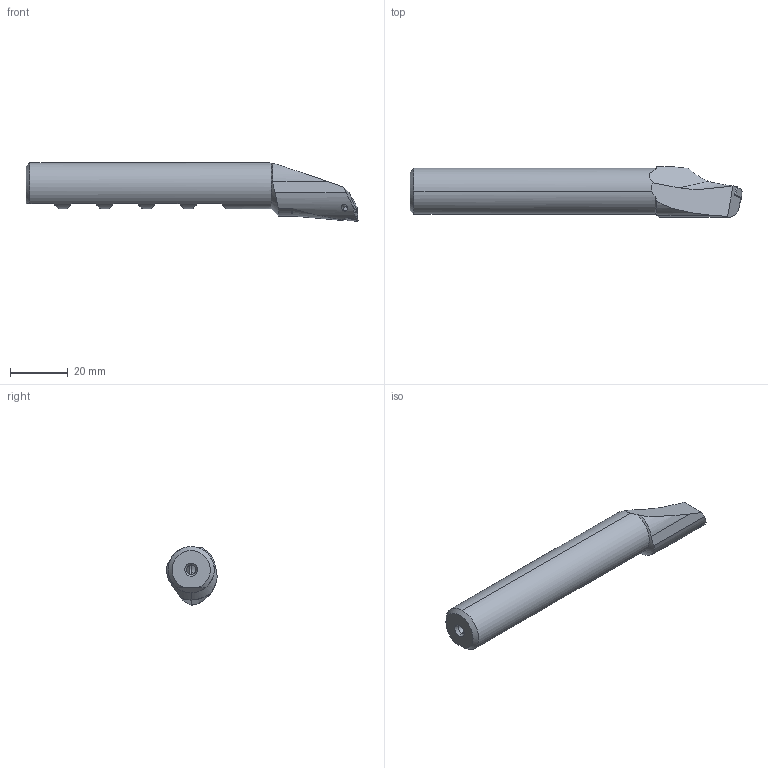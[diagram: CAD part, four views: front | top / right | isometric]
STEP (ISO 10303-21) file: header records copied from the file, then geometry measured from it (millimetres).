
FILE_DESCRIPTION (( 'STEP AP203' ), '1' );
FILE_NAME ('253.025.W04.115.STEP', '2024-08-26T13:20:45', ( '' ), ( '' ), 'SwSTEP 2.0', 'SolidWorks 2022', '' );
FILE_SCHEMA (( 'CONFIG_CONTROL_DESIGN' ));
Length unit declared in the file: millimetre
Products named in the file (4): B25-WWN.K11.115_A; 253.025.W04.115; WXGU040304L-TS; WCA-ER2.001.006_B
Assembly tree (3 placements, depth 2):
  253.025.W04.115
    B25-WWN.K11.115_A
    WXGU040304L-TS
    WCA-ER2.001.006_B
Bounding box: 115 x 17.54 x 20.36 mm (x, y, z)
Volume: 19947.2 mm3; surface area: 7185.7 mm2
Topology: 3 solids, 3 shells, 605 faces, 1559 edges, 932 vertices
Faces by surface type: bspline 249, cylinder 180, plane 123, cone 46, torus 5, sphere 2
Entity records: 29361 total; most frequent: CARTESIAN_POINT 16804, ORIENTED_EDGE 3062, DIRECTION 1671, EDGE_CURVE 1531, VERTEX_POINT 932, B_SPLINE_CURVE_WITH_KNOTS 701, EDGE_LOOP 611, FACE_OUTER_BOUND 605
